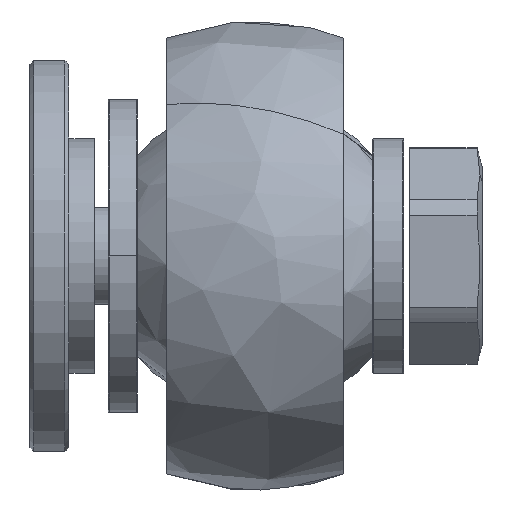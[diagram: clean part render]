
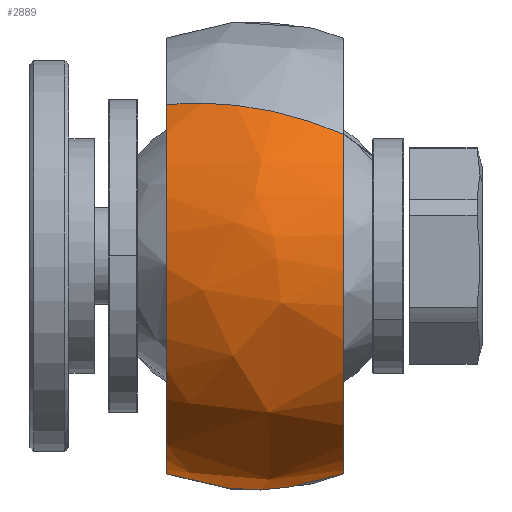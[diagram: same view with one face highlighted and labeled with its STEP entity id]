
A CAD part, left-side view. The second image highlights one B-rep face of the part: STEP entity #2889.
In plain terms, the highlighted free-form (B-spline) face has degree [3, 3] with [4, 4] control points.
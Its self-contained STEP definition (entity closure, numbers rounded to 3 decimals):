
#21 = CARTESIAN_POINT ( 'NONE',  ( -72.336, -12.751, 10.171 ) ) ;
#111 = VERTEX_POINT ( 'NONE', #4487 ) ;
#176 = CIRCLE ( 'NONE', #2039, 11.124 ) ;
#457 = AXIS2_PLACEMENT_3D ( 'NONE', #1269, #2434, #3914 ) ;
#482 = CARTESIAN_POINT ( 'NONE',  ( -86.913, -16.889, 20.76 ) ) ;
#550 = CARTESIAN_POINT ( 'NONE',  ( -73.307, -17.087, 34.898 ) ) ;
#725 = ORIENTED_EDGE ( 'NONE', *, *, #2953, .T. ) ;
#744 = CARTESIAN_POINT ( 'NONE',  ( -60.271, -21.652, 27.17 ) ) ;
#768 = EDGE_CURVE ( 'NONE', #3518, #3243, #1495, .T. ) ;
#781 = AXIS2_PLACEMENT_3D ( 'NONE', #4096, #1289, #3693 ) ;
#851 = CARTESIAN_POINT ( 'NONE',  ( -83.474, -13.583, 22.351 ) ) ;
#978 = AXIS2_PLACEMENT_3D ( 'NONE', #3507, #2393, #2299 ) ;
#1010 = CARTESIAN_POINT ( 'NONE',  ( -72.969, -24.617, 9.917 ) ) ;
#1068 = CARTESIAN_POINT ( 'NONE',  ( -60.271, -26.152, 17.269 ) ) ;
#1177 = CARTESIAN_POINT ( 'NONE',  ( -82.979, -25.365, 20.863 ) ) ;
#1269 = CARTESIAN_POINT ( 'NONE',  ( -65.343, -26.152, 27.17 ) ) ;
#1289 = DIRECTION ( 'NONE',  ( -0.615, 0.212, -0.759 ) ) ;
#1355 = CARTESIAN_POINT ( 'NONE',  ( -75.326, -25.113, 34.293 ) ) ;
#1379 = CARTESIAN_POINT ( 'NONE',  ( -74.237, -20.25, 6.554 ) ) ;
#1495 = CIRCLE ( 'NONE', #978, 10.876 ) ;
#1816 = EDGE_CURVE ( 'NONE', #111, #2048, #2518, .T. ) ;
#1886 = CIRCLE ( 'NONE', #457, 11.124 ) ;
#1986 = EDGE_CURVE ( 'NONE', #2048, #3518, #176, .T. ) ;
#2000 = CARTESIAN_POINT ( 'NONE',  ( -60.715, -27.532, 17.788 ) ) ;
#2039 = AXIS2_PLACEMENT_3D ( 'NONE', #3802, #3816, #3864 ) ;
#2048 = VERTEX_POINT ( 'NONE', #3027 ) ;
#2254 = FACE_OUTER_BOUND ( 'NONE', #3308, .T. ) ;
#2297 = ORIENTED_EDGE ( 'NONE', *, *, #1986, .T. ) ;
#2299 = DIRECTION ( 'NONE',  ( 0., 0., -1. ) ) ;
#2327 = EDGE_CURVE ( 'NONE', #3243, #3318, #2514, .T. ) ;
#2393 = DIRECTION ( 'NONE',  ( -1., 0., 0. ) ) ;
#2415 = DIRECTION ( 'NONE',  ( 0., 0., -1. ) ) ;
#2434 = DIRECTION ( 'NONE',  ( 0., 1., 0. ) ) ;
#2478 = CARTESIAN_POINT ( 'NONE',  ( -73.841, -28.513, 32.14 ) ) ;
#2487 = AXIS2_PLACEMENT_3D ( 'NONE', #744, #3291, #2415 ) ;
#2514 = CIRCLE ( 'NONE', #2487, 10.876 ) ;
#2518 = CIRCLE ( 'NONE', #781, 12. ) ;
#2889 = ADVANCED_FACE ( 'NONE', ( #2254 ), #3125, .T. ) ;
#2953 = EDGE_CURVE ( 'NONE', #3318, #111, #1886, .T. ) ;
#3027 = CARTESIAN_POINT ( 'NONE',  ( -73.338, -17.152, 34.904 ) ) ;
#3125 =( BOUNDED_SURFACE ( )  B_SPLINE_SURFACE ( 3, 3, ( 
 ( #2478, #1177, #1010, #2000 ),
 ( #1355, #4183, #1379, #3394 ),
 ( #4849, #482, #4756, #4132 ),
 ( #550, #851, #21, #4063 ) ),
 .UNSPECIFIED., .F., .F., .F. ) 
 B_SPLINE_SURFACE_WITH_KNOTS ( ( 4, 4 ),
 ( 4, 4 ),
 ( 0., 1. ),
 ( 0., 1. ),
 .UNSPECIFIED. ) 
 GEOMETRIC_REPRESENTATION_ITEM ( )  RATIONAL_B_SPLINE_SURFACE ( (
 ( 1., 0.437, 0.437, 1.),
 ( 0.914, 0.4, 0.4, 0.914),
 ( 0.914, 0.4, 0.4, 0.914),
 ( 1., 0.437, 0.437, 1.) ) ) 
 REPRESENTATION_ITEM ( '' )  SURFACE ( )  );
#3243 = VERTEX_POINT ( 'NONE', #4001 ) ;
#3291 = DIRECTION ( 'NONE',  ( -1., 0., 0. ) ) ;
#3308 = EDGE_LOOP ( 'NONE', ( #725, #4525, #2297, #3449, #3667 ) ) ;
#3318 = VERTEX_POINT ( 'NONE', #1068 ) ;
#3394 = CARTESIAN_POINT ( 'NONE',  ( -58.943, -23.889, 16.379 ) ) ;
#3449 = ORIENTED_EDGE ( 'NONE', *, *, #768, .T. ) ;
#3507 = CARTESIAN_POINT ( 'NONE',  ( -60.271, -21.652, 27.17 ) ) ;
#3518 = VERTEX_POINT ( 'NONE', #4050 ) ;
#3667 = ORIENTED_EDGE ( 'NONE', *, *, #2327, .T. ) ;
#3693 = DIRECTION ( 'NONE',  ( -0.119, -0.977, -0.176 ) ) ;
#3802 = CARTESIAN_POINT ( 'NONE',  ( -65.343, -17.152, 27.17 ) ) ;
#3816 = DIRECTION ( 'NONE',  ( 0., -1., 0. ) ) ;
#3864 = DIRECTION ( 'NONE',  ( 1., 0., 0. ) ) ;
#3914 = DIRECTION ( 'NONE',  ( -1., 0., 0. ) ) ;
#4001 = CARTESIAN_POINT ( 'NONE',  ( -60.271, -21.652, 16.294 ) ) ;
#4050 = CARTESIAN_POINT ( 'NONE',  ( -60.271, -17.152, 17.269 ) ) ;
#4063 = CARTESIAN_POINT ( 'NONE',  ( -58.703, -15.995, 18.929 ) ) ;
#4096 = CARTESIAN_POINT ( 'NONE',  ( -65.343, -21.652, 27.17 ) ) ;
#4132 = CARTESIAN_POINT ( 'NONE',  ( -58.21, -19.683, 16.795 ) ) ;
#4183 = CARTESIAN_POINT ( 'NONE',  ( -86.732, -21.183, 20.217 ) ) ;
#4487 = CARTESIAN_POINT ( 'NONE',  ( -74.567, -26.152, 33.388 ) ) ;
#4525 = ORIENTED_EDGE ( 'NONE', *, *, #1816, .T. ) ;
#4756 = CARTESIAN_POINT ( 'NONE',  ( -74.007, -15.924, 6.647 ) ) ;
#4849 = CARTESIAN_POINT ( 'NONE',  ( -75.132, -20.948, 35.298 ) ) ;
